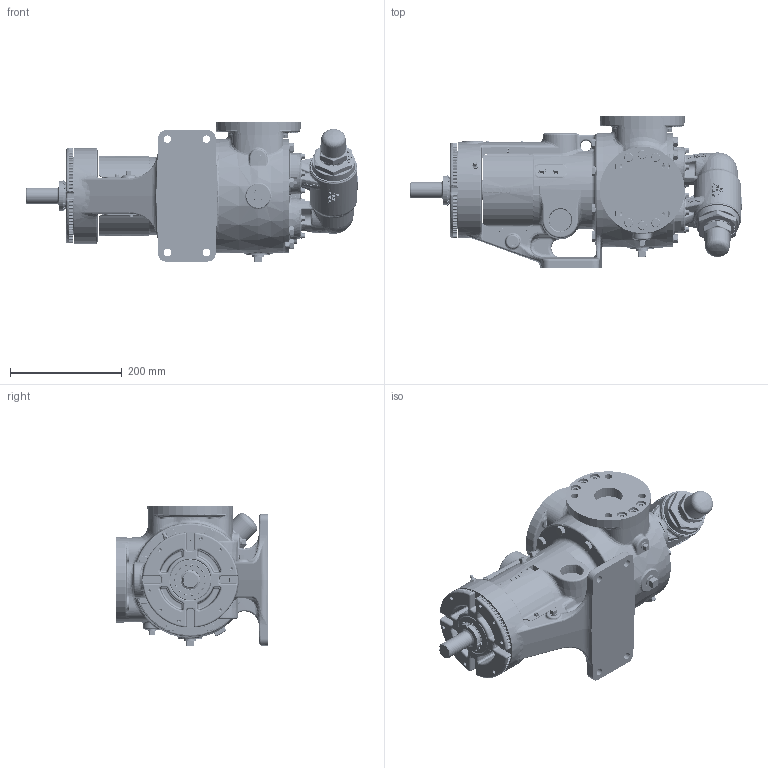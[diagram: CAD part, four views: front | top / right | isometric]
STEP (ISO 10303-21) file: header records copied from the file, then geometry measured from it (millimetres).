
FILE_DESCRIPTION (( 'STEP AP214' ), '1' );
FILE_NAME ('KV-2745.step', '2025-12-05T03:40:28', ( '' ), ( '' ), 'SwSTEP 2.0', 'SolidWorks 2024', '' );
FILE_SCHEMA (( 'AUTOMOTIVE_DESIGN' ));
Length unit declared in the file: inch
Products named in the file (1): KV-2745
Bounding box: 594.8 x 273.05 x 252.6 mm (x, y, z)
Volume: 11259505 mm3; surface area: 738001.7 mm2
Topology: 1 solids, 1 shells, 6280 faces, 15991 edges, 9953 vertices
Faces by surface type: plane 2083, bspline 2072, cone 918, cylinder 861, torus 256, sphere 90
Entity records: 301379 total; most frequent: CARTESIAN_POINT 167351, ORIENTED_EDGE 31728, DIRECTION 22077, EDGE_CURVE 15864, VERTEX_POINT 9946, AXIS2_PLACEMENT_3D 8225, EDGE_LOOP 6682, FACE_OUTER_BOUND 6280
